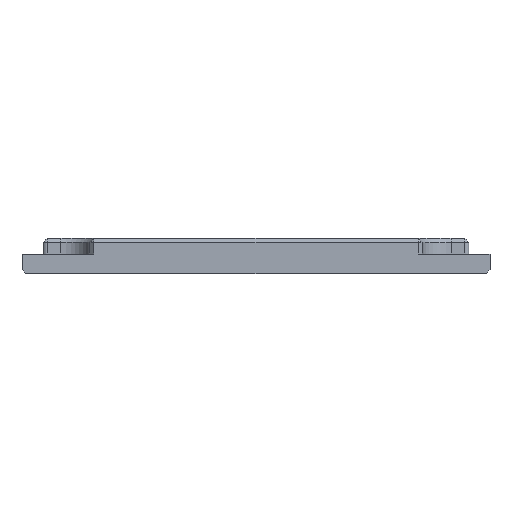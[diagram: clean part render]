
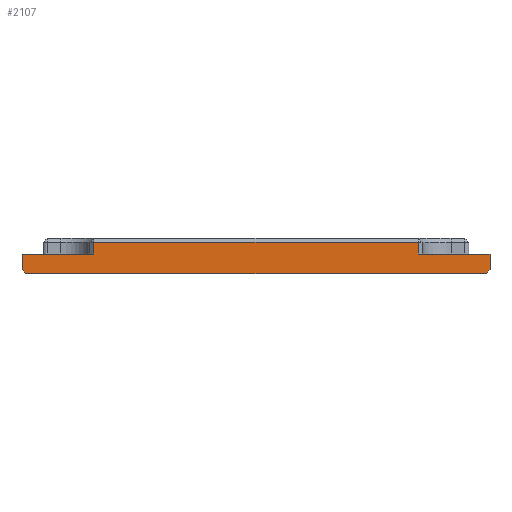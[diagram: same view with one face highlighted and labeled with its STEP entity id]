
A CAD part, front view. The second image highlights one B-rep face of the part: STEP entity #2107.
In plain terms, the highlighted planar face has unit normal (0, -1, 0).
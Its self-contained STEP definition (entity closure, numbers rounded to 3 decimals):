
#53=PLANE('',#2286);
#136=FACE_OUTER_BOUND('',#269,.T.);
#269=EDGE_LOOP('',(#1623,#1624,#1625,#1626,#1627,#1628,#1629,#1630,#1631,
#1632));
#466=LINE('',#3309,#708);
#470=LINE('',#3321,#712);
#475=LINE('',#3336,#717);
#480=LINE('',#3346,#722);
#481=LINE('',#3347,#723);
#482=LINE('',#3349,#724);
#483=LINE('',#3351,#725);
#484=LINE('',#3352,#726);
#485=LINE('',#3354,#727);
#486=LINE('',#3355,#728);
#708=VECTOR('',#2626,1000.);
#712=VECTOR('',#2634,1000.);
#717=VECTOR('',#2645,1000.);
#722=VECTOR('',#2654,1000.);
#723=VECTOR('',#2655,1000.);
#724=VECTOR('',#2656,1000.);
#725=VECTOR('',#2657,1000.);
#726=VECTOR('',#2658,1000.);
#727=VECTOR('',#2659,1000.);
#728=VECTOR('',#2660,1000.);
#1043=VERTEX_POINT('',#3306);
#1044=VERTEX_POINT('',#3308);
#1049=VERTEX_POINT('',#3318);
#1050=VERTEX_POINT('',#3320);
#1056=VERTEX_POINT('',#3333);
#1057=VERTEX_POINT('',#3335);
#1060=VERTEX_POINT('',#3345);
#1061=VERTEX_POINT('',#3348);
#1062=VERTEX_POINT('',#3350);
#1063=VERTEX_POINT('',#3353);
#1257=EDGE_CURVE('',#1043,#1044,#466,.T.);
#1263=EDGE_CURVE('',#1049,#1050,#470,.T.);
#1270=EDGE_CURVE('',#1057,#1056,#475,.T.);
#1276=EDGE_CURVE('',#1056,#1060,#480,.T.);
#1277=EDGE_CURVE('',#1044,#1060,#481,.T.);
#1278=EDGE_CURVE('',#1043,#1061,#482,.T.);
#1279=EDGE_CURVE('',#1061,#1062,#483,.T.);
#1280=EDGE_CURVE('',#1062,#1050,#484,.T.);
#1281=EDGE_CURVE('',#1049,#1063,#485,.T.);
#1282=EDGE_CURVE('',#1063,#1057,#486,.T.);
#1623=ORIENTED_EDGE('',*,*,#1270,.T.);
#1624=ORIENTED_EDGE('',*,*,#1276,.T.);
#1625=ORIENTED_EDGE('',*,*,#1277,.F.);
#1626=ORIENTED_EDGE('',*,*,#1257,.F.);
#1627=ORIENTED_EDGE('',*,*,#1278,.T.);
#1628=ORIENTED_EDGE('',*,*,#1279,.T.);
#1629=ORIENTED_EDGE('',*,*,#1280,.T.);
#1630=ORIENTED_EDGE('',*,*,#1263,.F.);
#1631=ORIENTED_EDGE('',*,*,#1281,.T.);
#1632=ORIENTED_EDGE('',*,*,#1282,.T.);
#2107=ADVANCED_FACE('',(#136),#53,.F.);
#2286=AXIS2_PLACEMENT_3D('',#3344,#2652,#2653);
#2626=DIRECTION('',(1.,0.,0.));
#2634=DIRECTION('',(1.,0.,0.));
#2645=DIRECTION('',(1.,0.,0.));
#2652=DIRECTION('center_axis',(0.,1.,0.));
#2653=DIRECTION('ref_axis',(0.,0.,1.));
#2654=DIRECTION('',(0.707,0.,0.707));
#2655=DIRECTION('',(0.,0.,-1.));
#2656=DIRECTION('',(0.,0.,1.));
#2657=DIRECTION('',(-1.,0.,0.));
#2658=DIRECTION('',(0.,0.,-1.));
#2659=DIRECTION('',(0.,0.,-1.));
#2660=DIRECTION('',(0.707,0.,-0.707));
#3306=CARTESIAN_POINT('',(50.725,0.,2.5));
#3308=CARTESIAN_POINT('',(59.9,0.,2.5));
#3309=CARTESIAN_POINT('',(0.,0.,2.5));
#3318=CARTESIAN_POINT('',(0.,0.,2.5));
#3320=CARTESIAN_POINT('',(9.175,0.,2.5));
#3321=CARTESIAN_POINT('',(0.,0.,2.5));
#3333=CARTESIAN_POINT('',(59.4,0.,0.));
#3335=CARTESIAN_POINT('',(0.5,0.,0.));
#3336=CARTESIAN_POINT('',(0.,0.,0.));
#3344=CARTESIAN_POINT('Origin',(0.,0.,2.5));
#3345=CARTESIAN_POINT('',(59.9,0.,0.5));
#3346=CARTESIAN_POINT('',(59.9,0.,0.5));
#3347=CARTESIAN_POINT('',(59.9,0.,2.5));
#3348=CARTESIAN_POINT('',(50.725,0.,4.));
#3349=CARTESIAN_POINT('',(50.725,0.,2.5));
#3350=CARTESIAN_POINT('',(9.175,0.,4.));
#3351=CARTESIAN_POINT('',(8.675,0.,4.));
#3352=CARTESIAN_POINT('',(9.175,0.,2.5));
#3353=CARTESIAN_POINT('',(0.,0.,0.5));
#3354=CARTESIAN_POINT('',(0.,0.,2.5));
#3355=CARTESIAN_POINT('',(0.,0.,0.5));
